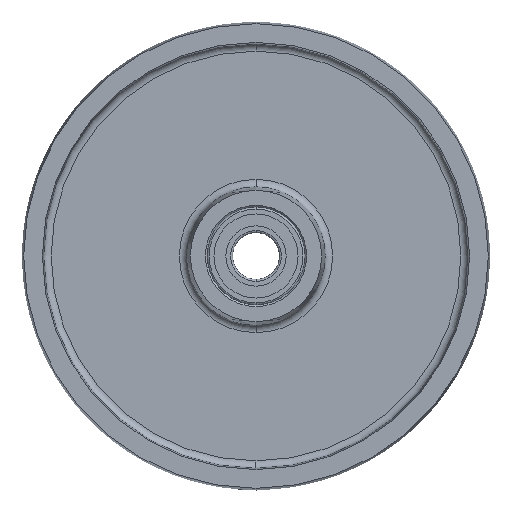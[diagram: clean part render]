
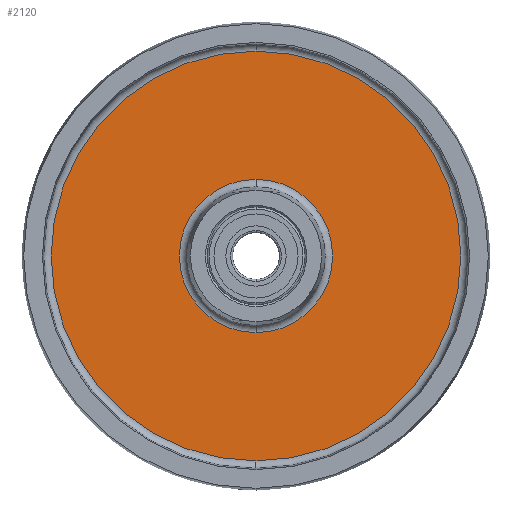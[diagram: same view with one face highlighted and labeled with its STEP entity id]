
A CAD part, left-side view. The second image highlights one B-rep face of the part: STEP entity #2120.
In plain terms, the highlighted planar face has unit normal (-1, 0, 0).
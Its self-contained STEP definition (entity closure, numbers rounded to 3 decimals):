
#234 = EDGE_LOOP ( 'NONE', ( #747, #5444 ) ) ;
#351 = EDGE_LOOP ( 'NONE', ( #1787, #4570 ) ) ;
#520 = CARTESIAN_POINT ( 'NONE',  ( -7., 0., 0. ) ) ;
#679 = DIRECTION ( 'NONE',  ( -1., 0., 0. ) ) ;
#714 = CARTESIAN_POINT ( 'NONE',  ( -7., 0., -40.896 ) ) ;
#733 = CIRCLE ( 'NONE', #1509, 40.896 ) ;
#747 = ORIENTED_EDGE ( 'NONE', *, *, #4240, .T. ) ;
#780 = VERTEX_POINT ( 'NONE', #1578 ) ;
#904 = VERTEX_POINT ( 'NONE', #714 ) ;
#1184 = EDGE_CURVE ( 'NONE', #904, #780, #733, .T. ) ;
#1509 = AXIS2_PLACEMENT_3D ( 'NONE', #5102, #5025, #2366 ) ;
#1578 = CARTESIAN_POINT ( 'NONE',  ( -7., 0., 40.896 ) ) ;
#1591 = AXIS2_PLACEMENT_3D ( 'NONE', #520, #4866, #4759 ) ;
#1787 = ORIENTED_EDGE ( 'NONE', *, *, #4208, .T. ) ;
#2120 = ADVANCED_FACE ( 'NONE', ( #5019, #2872 ), #3391, .T. ) ;
#2349 = CARTESIAN_POINT ( 'NONE',  ( -7., 0., -109.334 ) ) ;
#2366 = DIRECTION ( 'NONE',  ( 0., 0., 1. ) ) ;
#2486 = DIRECTION ( 'NONE',  ( 0., 0., 1. ) ) ;
#2872 = FACE_BOUND ( 'NONE', #234, .T. ) ;
#3025 = CARTESIAN_POINT ( 'NONE',  ( -7., 0., 0. ) ) ;
#3104 = DIRECTION ( 'NONE',  ( 1., 0., 0. ) ) ;
#3157 = DIRECTION ( 'NONE',  ( -1., 0., 0. ) ) ;
#3391 = PLANE ( 'NONE',  #4281 ) ;
#3447 = EDGE_CURVE ( 'NONE', #6467, #3895, #4722, .T. ) ;
#3647 = AXIS2_PLACEMENT_3D ( 'NONE', #3025, #3157, #6347 ) ;
#3832 = CARTESIAN_POINT ( 'NONE',  ( -7., 113.197, 0. ) ) ;
#3895 = VERTEX_POINT ( 'NONE', #5161 ) ;
#3995 = DIRECTION ( 'NONE',  ( 0., 0., 1. ) ) ;
#4208 = EDGE_CURVE ( 'NONE', #3895, #6467, #6088, .T. ) ;
#4240 = EDGE_CURVE ( 'NONE', #780, #904, #5441, .T. ) ;
#4281 = AXIS2_PLACEMENT_3D ( 'NONE', #3832, #679, #3995 ) ;
#4549 = AXIS2_PLACEMENT_3D ( 'NONE', #5805, #3104, #2486 ) ;
#4570 = ORIENTED_EDGE ( 'NONE', *, *, #3447, .T. ) ;
#4722 = CIRCLE ( 'NONE', #1591, 109.334 ) ;
#4759 = DIRECTION ( 'NONE',  ( 0., 0., 1. ) ) ;
#4866 = DIRECTION ( 'NONE',  ( -1., 0., 0. ) ) ;
#5019 = FACE_OUTER_BOUND ( 'NONE', #351, .T. ) ;
#5025 = DIRECTION ( 'NONE',  ( 1., 0., 0. ) ) ;
#5102 = CARTESIAN_POINT ( 'NONE',  ( -7., 0., 0. ) ) ;
#5161 = CARTESIAN_POINT ( 'NONE',  ( -7., 0., 109.334 ) ) ;
#5441 = CIRCLE ( 'NONE', #4549, 40.896 ) ;
#5444 = ORIENTED_EDGE ( 'NONE', *, *, #1184, .T. ) ;
#5805 = CARTESIAN_POINT ( 'NONE',  ( -7., 0., 0. ) ) ;
#6088 = CIRCLE ( 'NONE', #3647, 109.334 ) ;
#6347 = DIRECTION ( 'NONE',  ( 0., 0., 1. ) ) ;
#6467 = VERTEX_POINT ( 'NONE', #2349 ) ;
